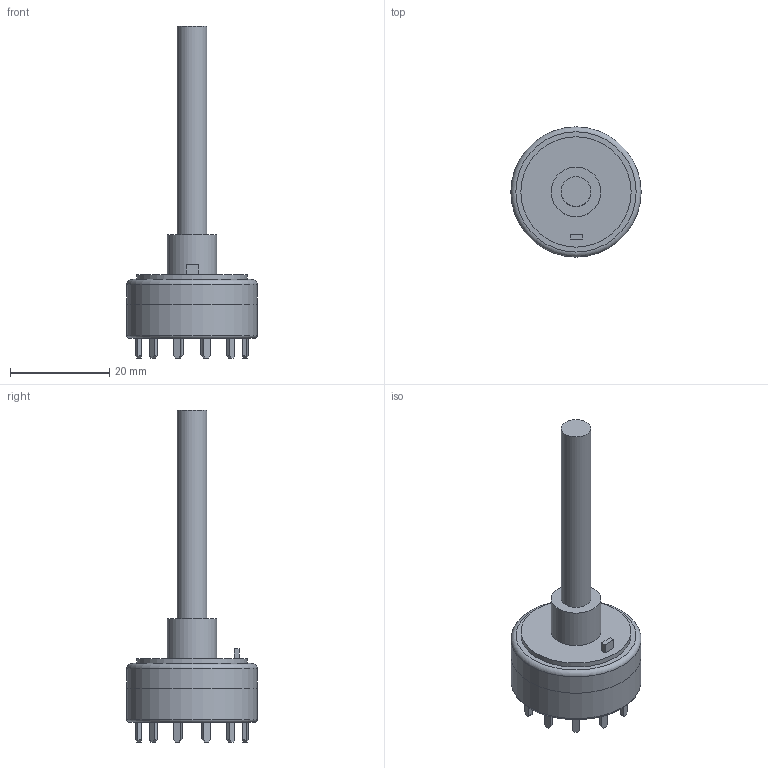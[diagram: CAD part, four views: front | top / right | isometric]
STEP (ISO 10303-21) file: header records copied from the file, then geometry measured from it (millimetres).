
FILE_DESCRIPTION(('FreeCAD Model'),'2;1');
FILE_NAME('Stufenschalter 2x6.step','2017-03-08T07:59:08',( 'Author'),(''),'Open CASCADE STEP processor 6.8','FreeCAD','Unknown' );
FILE_SCHEMA(('AUTOMOTIVE_DESIGN_CC2 { 1 2 10303 214 -1 1 5 4 }'));
Length unit declared in the file: millimetre
Products named in the file (12): ASSEMBLY; Array; Chamfer001; Chamfer002; Sketch; Fillet; Fillet001; Circle; Zylinder003; Zylinder004; Zylinder002; Würfel
Assembly tree (11 placements, depth 2):
  ASSEMBLY
    Array
    Chamfer001
    Chamfer002
    Sketch
    Fillet
    Fillet001
    Circle
    Zylinder003
    Zylinder004
    Zylinder002
    Würfel
Bounding box: 26.2 x 26.2 x 66.8 mm (x, y, z)
Volume: 8611.9 mm3; surface area: 5857.1 mm2
Topology: 20 solids, 21 shells, 136 faces, 286 edges, 191 vertices
Faces by surface type: plane 129, cylinder 5, torus 2
Full cylindrical faces by diameter (mm): 6 x1, 10 x1, 22.2 x1, 26.2 x2
Entity records: 7665 total; most frequent: CARTESIAN_POINT 1204, DIRECTION 1161, LINE 821, VECTOR 821, ORIENTED_EDGE 567, PCURVE 567, DEFINITIONAL_REPRESENTATION 567, EDGE_CURVE 284
